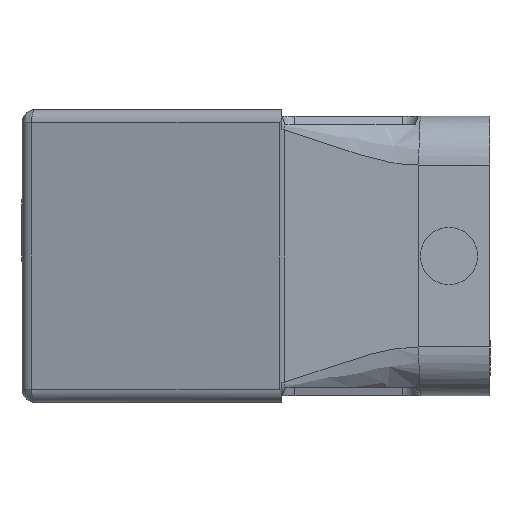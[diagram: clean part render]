
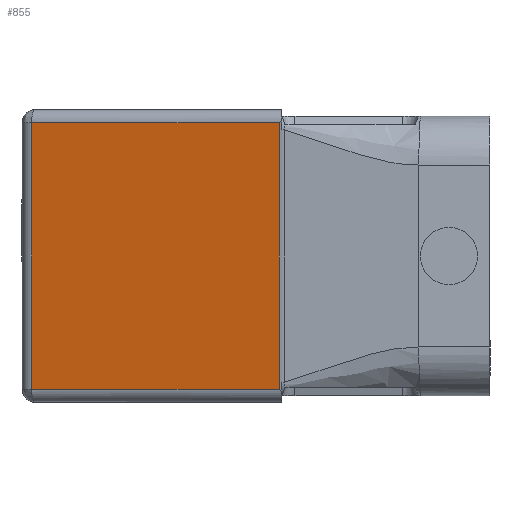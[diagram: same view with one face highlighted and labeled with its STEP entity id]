
A CAD part, left-side view. The second image highlights one B-rep face of the part: STEP entity #855.
In plain terms, the highlighted planar face has unit normal (-0.966, 0.259, 0).
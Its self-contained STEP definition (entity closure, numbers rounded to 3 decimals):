
#855=ADVANCED_FACE('',(#1114),#4956,.F.);
#1114=FACE_OUTER_BOUND('',#1326,.T.);
#1326=EDGE_LOOP('',(#2823,#2824,#2825,#2826));
#1748=LINE('',#7622,#2173);
#1749=LINE('',#7625,#2174);
#1750=LINE('',#7627,#2175);
#1751=LINE('',#7629,#2176);
#2173=VECTOR('',#6006,1.);
#2174=VECTOR('',#6007,1.);
#2175=VECTOR('',#6008,1.);
#2176=VECTOR('',#6009,1.);
#2823=ORIENTED_EDGE('',*,*,#4194,.F.);
#2824=ORIENTED_EDGE('',*,*,#4195,.F.);
#2825=ORIENTED_EDGE('',*,*,#4196,.F.);
#2826=ORIENTED_EDGE('',*,*,#4197,.F.);
#3709=VERTEX_POINT('',#7623);
#3710=VERTEX_POINT('',#7624);
#3711=VERTEX_POINT('',#7626);
#3712=VERTEX_POINT('',#7628);
#4194=EDGE_CURVE('',#3709,#3710,#1748,.T.);
#4195=EDGE_CURVE('',#3711,#3709,#1749,.T.);
#4196=EDGE_CURVE('',#3712,#3711,#1750,.T.);
#4197=EDGE_CURVE('',#3710,#3712,#1751,.T.);
#4956=PLANE('',#5304);
#5304=AXIS2_PLACEMENT_3D('',#7630,#6010,#6011);
#6006=DIRECTION('',(0.259,0.966,0.));
#6007=DIRECTION('',(0.,0.,-1.));
#6008=DIRECTION('',(-0.259,-0.966,0.));
#6009=DIRECTION('',(0.,0.,1.));
#6010=DIRECTION('',(0.966,-0.259,0.));
#6011=DIRECTION('',(0.259,0.966,0.));
#7622=CARTESIAN_POINT('',(-34.348,23.423,-20.5));
#7623=CARTESIAN_POINT('',(-34.348,23.423,-20.5));
#7624=CARTESIAN_POINT('',(-24.141,61.518,-20.5));
#7625=CARTESIAN_POINT('',(-34.348,23.423,20.5));
#7626=CARTESIAN_POINT('',(-34.348,23.423,20.5));
#7627=CARTESIAN_POINT('',(-24.141,61.518,20.5));
#7628=CARTESIAN_POINT('',(-24.141,61.518,20.5));
#7629=CARTESIAN_POINT('',(-24.141,61.518,-20.5));
#7630=CARTESIAN_POINT('',(-34.488,22.903,-22.6));
